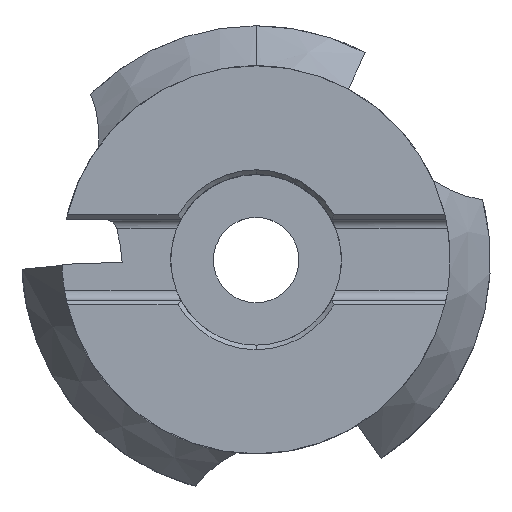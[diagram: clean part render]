
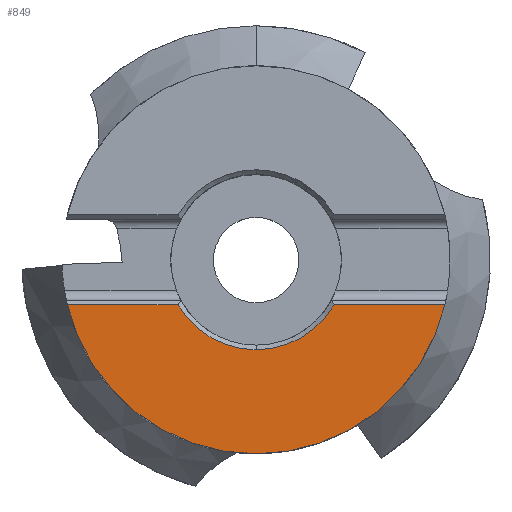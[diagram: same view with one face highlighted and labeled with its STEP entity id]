
A CAD part, top view. The second image highlights one B-rep face of the part: STEP entity #849.
In plain terms, the highlighted planar face has unit normal (0, 0, 1).
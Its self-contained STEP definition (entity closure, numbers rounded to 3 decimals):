
#499=EDGE_CURVE('',#645,#1119,#1410,.T.);
#567=EDGE_CURVE('',#595,#665,#1486,.T.);
#595=VERTEX_POINT('',#1514);
#611=EDGE_CURVE('',#655,#595,#1533,.T.);
#645=VERTEX_POINT('',#1571);
#655=VERTEX_POINT('',#1582);
#665=VERTEX_POINT('',#1593);
#737=EDGE_CURVE('',#655,#1155,#1672,.T.);
#809=EDGE_CURVE('',#1155,#1119,#1751,.T.);
#849=ADVANCED_FACE('',(#1794),#1795,.T.);
#1119=VERTEX_POINT('',#2088);
#1133=EDGE_CURVE('',#665,#645,#2105,.T.);
#1155=VERTEX_POINT('',#2127);
#1410=LINE('',#2414,#2415);
#1486=CIRCLE('',#2570,11.6);
#1514=CARTESIAN_POINT('',(10.046,-5.8,0.));
#1533=LINE('',#2636,#2637);
#1571=CARTESIAN_POINT('',(-10.046,-5.8,0.));
#1582=CARTESIAN_POINT('',(24.318,-5.8,0.0));
#1593=CARTESIAN_POINT('',(0.,-11.6,0.0));
#1672=CIRCLE('',#2951,25.0);
#1751=CIRCLE('',#3123,25.0);
#1794=FACE_OUTER_BOUND('',#3256,.T.);
#1795=PLANE('',#3257);
#2088=CARTESIAN_POINT('',(-24.318,-5.8,0.0));
#2105=CIRCLE('',#3912,11.6);
#2127=CARTESIAN_POINT('',(0.,-25.0,0.0));
#2414=CARTESIAN_POINT('',(12.5,-5.8,0.0));
#2415=VECTOR('',#4576,1.0);
#2570=AXIS2_PLACEMENT_3D('',#4676,#4677,#4678);
#2636=CARTESIAN_POINT('',(12.5,-5.8,0.0));
#2637=VECTOR('',#4723,1.0);
#2951=AXIS2_PLACEMENT_3D('',#4864,#4865,#4866);
#3123=AXIS2_PLACEMENT_3D('',#4964,#4965,#4966);
#3256=EDGE_LOOP('',(#5014,#5015,#5016,#5017,#5018,#5019));
#3257=AXIS2_PLACEMENT_3D('',#5020,#5021,#5022);
#3912=AXIS2_PLACEMENT_3D('',#5328,#5329,#5330);
#4576=DIRECTION('',(-1.0,-0.0,0.0));
#4676=CARTESIAN_POINT('',(0.0,0.0,0.0));
#4677=DIRECTION('',(-0.0,0.0,-1.0));
#4678=DIRECTION('',(0.0,1.0,0.0));
#4723=DIRECTION('',(-1.0,-0.0,0.0));
#4864=CARTESIAN_POINT('',(0.0,0.0,0.0));
#4865=DIRECTION('',(0.0,0.0,-1.0));
#4866=DIRECTION('',(0.0,1.0,0.0));
#4964=CARTESIAN_POINT('',(0.0,0.0,0.0));
#4965=DIRECTION('',(0.0,0.0,-1.0));
#4966=DIRECTION('',(0.0,1.0,0.0));
#5014=ORIENTED_EDGE('',*,*,#499,.T.);
#5015=ORIENTED_EDGE('',*,*,#809,.F.);
#5016=ORIENTED_EDGE('',*,*,#737,.F.);
#5017=ORIENTED_EDGE('',*,*,#611,.T.);
#5018=ORIENTED_EDGE('',*,*,#567,.T.);
#5019=ORIENTED_EDGE('',*,*,#1133,.T.);
#5020=CARTESIAN_POINT('',(0.0,12.5,0.0));
#5021=DIRECTION('',(-0.0,0.0,1.0));
#5022=DIRECTION('',(0.0,-1.0,0.0));
#5328=CARTESIAN_POINT('',(0.0,0.0,0.0));
#5329=DIRECTION('',(-0.0,0.0,-1.0));
#5330=DIRECTION('',(0.0,1.0,0.0));
